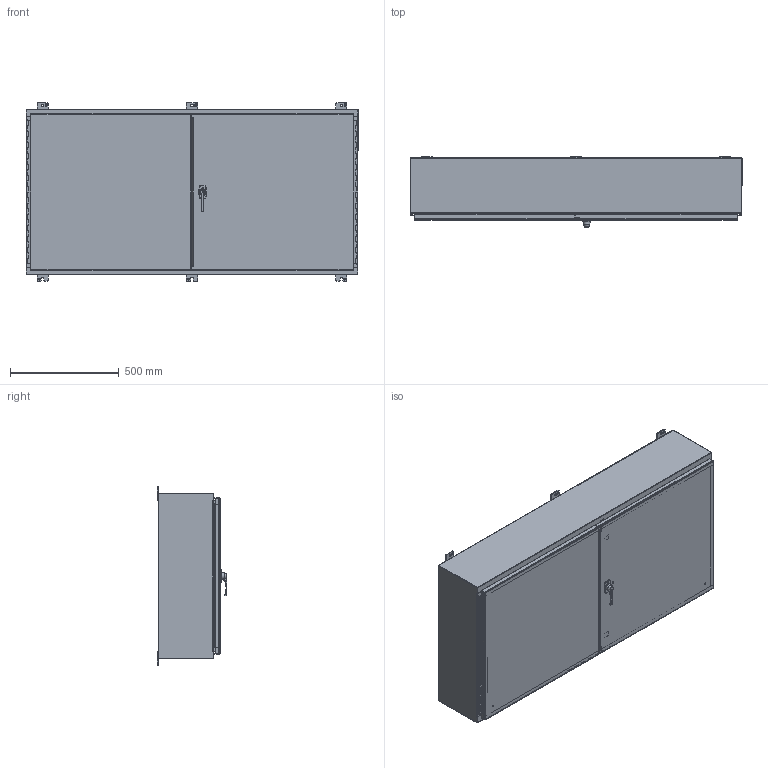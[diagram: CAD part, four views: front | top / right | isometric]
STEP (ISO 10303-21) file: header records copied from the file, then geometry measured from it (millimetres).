
FILE_DESCRIPTION (( 'STEP AP214' ), '1' );
FILE_NAME ('1422RX10.STEP', '2019-11-07T23:05:05', ( '' ), ( '' ), 'SwSTEP 2.0', 'SolidWorks 2019', '' );
FILE_SCHEMA (( 'AUTOMOTIVE_DESIGN' ));
Length unit declared in the file: inch
Products named in the file (1): 1422RX10
Bounding box: 1524 x 320.98 x 819.15 mm (x, y, z)
Surface area: 10586208.3 mm2 (no closed solid volume)
Topology: 0 solids, 83 shells, 1717 faces, 4310 edges, 2784 vertices
Faces by surface type: plane 1116, cylinder 483, bspline 105, cone 9, torus 4
Full cylindrical faces by diameter (mm): 2.54 x2, 3.238 x2, 3.967 x2, 4.572 x2, 4.762 x7, 4.763 x1, 4.801 x2, 4.978 x2, 5.461 x4, 5.537 x4, 5.563 x1, 6.35 x5, 7.137 x4, 7.722 x10, 7.805 x9, 7.937 x5, 7.938 x7, 8.382 x6, 9.525 x6, 10.211 x2, 11.113 x6, 11.125 x1, 11.303 x6, 12.7 x6, 14.287 x2, 14.288 x4, 15.24 x1, 16.51 x6, 19.05 x4, 20.904 x1
Entity records: 56372 total; most frequent: CARTESIAN_POINT 15112, ORIENTED_EDGE 8224, DIRECTION 8003, EDGE_CURVE 4123, LINE 2887, VECTOR 2887, VERTEX_POINT 2769, AXIS2_PLACEMENT_3D 2558
